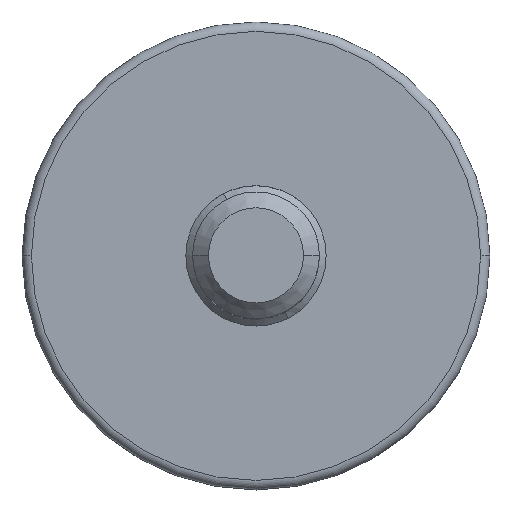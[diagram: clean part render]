
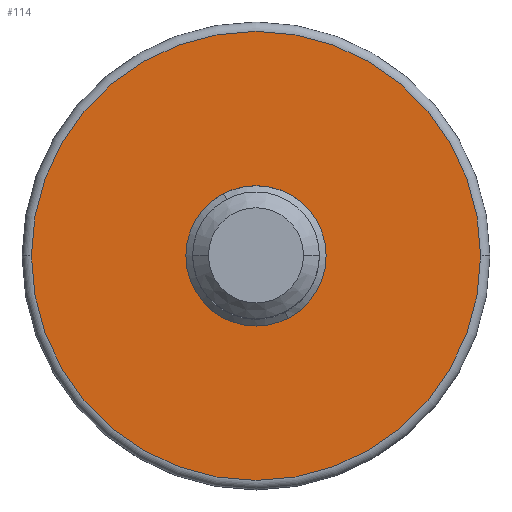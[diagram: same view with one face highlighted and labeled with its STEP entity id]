
A CAD part, top view. The second image highlights one B-rep face of the part: STEP entity #114.
In plain terms, the highlighted planar face has unit normal (0, 0, 1).
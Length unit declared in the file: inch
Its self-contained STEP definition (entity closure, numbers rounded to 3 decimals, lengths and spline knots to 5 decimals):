
#63 = ORIENTED_EDGE ( 'NONE', *, *, #475, .T. ) ;
#76 = ORIENTED_EDGE ( 'NONE', *, *, #157, .F. ) ;
#79 = DIRECTION ( 'NONE',  ( 1., 0., 0. ) ) ;
#95 = CARTESIAN_POINT ( 'NONE',  ( 0., 0., 0.15748 ) ) ;
#111 = DIRECTION ( 'NONE',  ( 0., 0., -1. ) ) ;
#114 = ADVANCED_FACE ( 'NONE', ( #309, #665 ), #389, .T. ) ;
#157 = EDGE_CURVE ( 'NONE', #752, #664, #524, .T. ) ;
#181 = ORIENTED_EDGE ( 'NONE', *, *, #556, .T. ) ;
#222 = DIRECTION ( 'NONE',  ( -1., 0., 0. ) ) ;
#254 = VERTEX_POINT ( 'NONE', #590 ) ;
#309 = FACE_BOUND ( 'NONE', #568, .T. ) ;
#351 = AXIS2_PLACEMENT_3D ( 'NONE', #685, #613, #79 ) ;
#352 = DIRECTION ( 'NONE',  ( -1., 0., 0. ) ) ;
#376 = DIRECTION ( 'NONE',  ( 1., 0., 0. ) ) ;
#389 = PLANE ( 'NONE',  #390 ) ;
#390 = AXIS2_PLACEMENT_3D ( 'NONE', #654, #968, #650 ) ;
#419 = CIRCLE ( 'NONE', #1015, 0.08858 ) ;
#475 = EDGE_CURVE ( 'NONE', #254, #943, #854, .T. ) ;
#490 = CARTESIAN_POINT ( 'NONE',  ( 0.08858, 0., 0.15748 ) ) ;
#524 = CIRCLE ( 'NONE', #813, 0.28346 ) ;
#556 = EDGE_CURVE ( 'NONE', #943, #254, #419, .T. ) ;
#568 = EDGE_LOOP ( 'NONE', ( #181, #63 ) ) ;
#590 = CARTESIAN_POINT ( 'NONE',  ( -0.08858, 0., 0.15748 ) ) ;
#606 = CARTESIAN_POINT ( 'NONE',  ( 0., 0., 0.15748 ) ) ;
#607 = EDGE_LOOP ( 'NONE', ( #76, #962 ) ) ;
#613 = DIRECTION ( 'NONE',  ( 0., 0., -1. ) ) ;
#650 = DIRECTION ( 'NONE',  ( 1., 0., 0. ) ) ;
#654 = CARTESIAN_POINT ( 'NONE',  ( 0., 0., 0.15748 ) ) ;
#664 = VERTEX_POINT ( 'NONE', #1024 ) ;
#665 = FACE_OUTER_BOUND ( 'NONE', #607, .T. ) ;
#685 = CARTESIAN_POINT ( 'NONE',  ( 0., 0., 0.15748 ) ) ;
#752 = VERTEX_POINT ( 'NONE', #818 ) ;
#808 = DIRECTION ( 'NONE',  ( 0., 0., -1. ) ) ;
#813 = AXIS2_PLACEMENT_3D ( 'NONE', #1041, #808, #222 ) ;
#818 = CARTESIAN_POINT ( 'NONE',  ( 0.28346, 0., 0.15748 ) ) ;
#852 = DIRECTION ( 'NONE',  ( 0., 0., -1. ) ) ;
#854 = CIRCLE ( 'NONE', #351, 0.08858 ) ;
#943 = VERTEX_POINT ( 'NONE', #490 ) ;
#962 = ORIENTED_EDGE ( 'NONE', *, *, #986, .F. ) ;
#968 = DIRECTION ( 'NONE',  ( 0., 0., 1. ) ) ;
#977 = CIRCLE ( 'NONE', #1058, 0.28346 ) ;
#986 = EDGE_CURVE ( 'NONE', #664, #752, #977, .T. ) ;
#1015 = AXIS2_PLACEMENT_3D ( 'NONE', #95, #111, #376 ) ;
#1024 = CARTESIAN_POINT ( 'NONE',  ( -0.28346, 0., 0.15748 ) ) ;
#1041 = CARTESIAN_POINT ( 'NONE',  ( 0., 0., 0.15748 ) ) ;
#1058 = AXIS2_PLACEMENT_3D ( 'NONE', #606, #852, #352 ) ;
